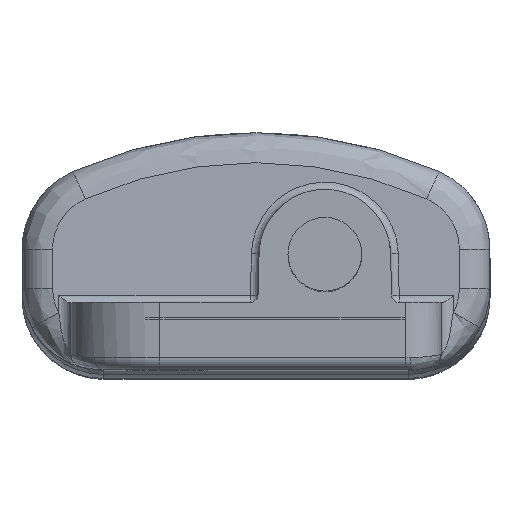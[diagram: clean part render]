
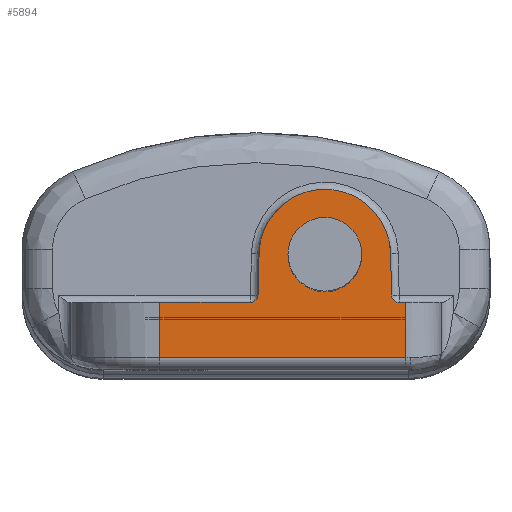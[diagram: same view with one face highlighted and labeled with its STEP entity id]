
A CAD part, top view. The second image highlights one B-rep face of the part: STEP entity #5894.
In plain terms, the highlighted planar face has unit normal (0, 0, 1).
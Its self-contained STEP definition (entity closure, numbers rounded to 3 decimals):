
#1869=DIRECTION('',(0.,-1.,0.));
#1870=VECTOR('',#1869,3.6);
#1871=CARTESIAN_POINT('',(-6.3,-0.1,36.8));
#1872=LINE('',#1871,#1870);
#1873=DIRECTION('',(-1.,0.,0.));
#1874=VECTOR('',#1873,5.936);
#1875=CARTESIAN_POINT('',(-0.364,-0.1,36.8));
#1876=LINE('',#1875,#1874);
#1877=DIRECTION('',(-0.024,-1.,0.));
#1878=VECTOR('',#1877,2.716);
#1879=CARTESIAN_POINT('',(0.201,3.104,36.8));
#1880=LINE('',#1879,#1878);
#1881=CARTESIAN_POINT('',(4.5,3.,36.8));
#1882=DIRECTION('',(0.,0.,1.));
#1883=DIRECTION('',(1.,0.024,0.));
#1884=AXIS2_PLACEMENT_3D('',#1881,#1882,#1883);
#1886=DIRECTION('',(-0.024,1.,0.));
#1887=VECTOR('',#1886,2.716);
#1888=CARTESIAN_POINT('',(8.864,0.388,36.8));
#1889=LINE('',#1888,#1887);
#1890=DIRECTION('',(-1.,0.,0.));
#1891=VECTOR('',#1890,0.436);
#1892=CARTESIAN_POINT('',(9.8,-0.1,36.8));
#1893=LINE('',#1892,#1891);
#1894=DIRECTION('',(0.,1.,0.));
#1895=VECTOR('',#1894,3.6);
#1896=CARTESIAN_POINT('',(9.8,-3.7,36.8));
#1897=LINE('',#1896,#1895);
#1898=DIRECTION('',(1.,0.,0.));
#1899=VECTOR('',#1898,16.1);
#1900=CARTESIAN_POINT('',(-6.3,-3.7,36.8));
#1901=LINE('',#1900,#1899);
#1902=CARTESIAN_POINT('',(4.5,3.,36.8));
#1903=DIRECTION('',(0.,0.,1.));
#1904=DIRECTION('',(0.,-1.,0.));
#1905=AXIS2_PLACEMENT_3D('',#1902,#1903,#1904);
#1907=CARTESIAN_POINT('',(4.5,3.,36.8));
#1908=DIRECTION('',(0.,0.,1.));
#1909=DIRECTION('',(0.,1.,0.));
#1910=AXIS2_PLACEMENT_3D('',#1907,#1908,#1909);
#1989=CARTESIAN_POINT('',(-0.364,0.4,36.8));
#1990=DIRECTION('',(0.,0.,-1.));
#1991=DIRECTION('',(1.,-0.024,0.));
#1992=AXIS2_PLACEMENT_3D('',#1989,#1990,#1991);
#2073=CARTESIAN_POINT('',(9.364,0.4,36.8));
#2074=DIRECTION('',(0.,0.,-1.));
#2075=DIRECTION('',(0.,-1.,0.));
#2076=AXIS2_PLACEMENT_3D('',#2073,#2074,#2075);
#2338=CARTESIAN_POINT('',(8.799,3.104,36.8));
#2339=CARTESIAN_POINT('',(0.201,3.104,36.8));
#2340=VERTEX_POINT('',#2338);
#2341=VERTEX_POINT('',#2339);
#2343=CARTESIAN_POINT('',(-6.3,-0.1,36.8));
#2345=VERTEX_POINT('',#2343);
#2346=CARTESIAN_POINT('',(9.8,-0.1,36.8));
#2348=VERTEX_POINT('',#2346);
#2350=CARTESIAN_POINT('',(-6.3,-3.7,36.8));
#2351=VERTEX_POINT('',#2350);
#2352=CARTESIAN_POINT('',(9.8,-3.7,36.8));
#2354=VERTEX_POINT('',#2352);
#2458=CARTESIAN_POINT('',(0.136,0.388,36.8));
#2459=VERTEX_POINT('',#2458);
#2460=CARTESIAN_POINT('',(8.864,0.388,36.8));
#2461=VERTEX_POINT('',#2460);
#2462=CARTESIAN_POINT('',(-0.364,-0.1,36.8));
#2463=VERTEX_POINT('',#2462);
#2464=CARTESIAN_POINT('',(9.364,-0.1,36.8));
#2465=VERTEX_POINT('',#2464);
#2705=CARTESIAN_POINT('',(4.5,0.59,36.8));
#2706=CARTESIAN_POINT('',(4.5,5.41,36.8));
#2707=VERTEX_POINT('',#2705);
#2708=VERTEX_POINT('',#2706);
#5864=CARTESIAN_POINT('',(0.,-2.5,36.8));
#5865=DIRECTION('',(0.,0.,1.));
#5866=DIRECTION('',(1.,0.,0.));
#5867=AXIS2_PLACEMENT_3D('',#5864,#5865,#5866);
#5868=PLANE('',#5867);
#5870=ORIENTED_EDGE('',*,*,#5869,.F.);
#5872=ORIENTED_EDGE('',*,*,#5871,.F.);
#5874=ORIENTED_EDGE('',*,*,#5873,.F.);
#5876=ORIENTED_EDGE('',*,*,#5875,.F.);
#5878=ORIENTED_EDGE('',*,*,#5877,.F.);
#5880=ORIENTED_EDGE('',*,*,#5879,.F.);
#5882=ORIENTED_EDGE('',*,*,#5881,.F.);
#5883=ORIENTED_EDGE('',*,*,#5463,.F.);
#5884=ORIENTED_EDGE('',*,*,#5828,.F.);
#5885=ORIENTED_EDGE('',*,*,#5855,.F.);
#5886=EDGE_LOOP('',(#5870,#5872,#5874,#5876,#5878,#5880,#5882,#5883,#5884,
#5885));
#5887=FACE_OUTER_BOUND('',#5886,.F.);
#5889=ORIENTED_EDGE('',*,*,#5888,.T.);
#5891=ORIENTED_EDGE('',*,*,#5890,.T.);
#5892=EDGE_LOOP('',(#5889,#5891));
#5893=FACE_BOUND('',#5892,.F.);
#5894=ADVANCED_FACE('',(#5887,#5893),#5868,.T.);
#1885=CIRCLE('',#1884,4.3);
#1906=CIRCLE('',#1905,2.41);
#1911=CIRCLE('',#1910,2.41);
#1993=CIRCLE('',#1992,0.5);
#2077=CIRCLE('',#2076,0.5);
#5463=EDGE_CURVE('',#2348,#2465,#1893,.T.);
#5828=EDGE_CURVE('',#2354,#2348,#1897,.T.);
#5855=EDGE_CURVE('',#2351,#2354,#1901,.T.);
#5869=EDGE_CURVE('',#2345,#2351,#1872,.T.);
#5871=EDGE_CURVE('',#2463,#2345,#1876,.T.);
#5873=EDGE_CURVE('',#2459,#2463,#1993,.T.);
#5875=EDGE_CURVE('',#2341,#2459,#1880,.T.);
#5877=EDGE_CURVE('',#2340,#2341,#1885,.T.);
#5879=EDGE_CURVE('',#2461,#2340,#1889,.T.);
#5881=EDGE_CURVE('',#2465,#2461,#2077,.T.);
#5888=EDGE_CURVE('',#2707,#2708,#1906,.T.);
#5890=EDGE_CURVE('',#2708,#2707,#1911,.T.);
